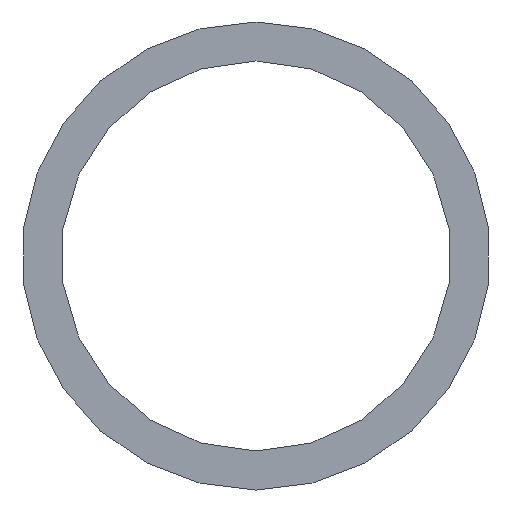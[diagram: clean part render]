
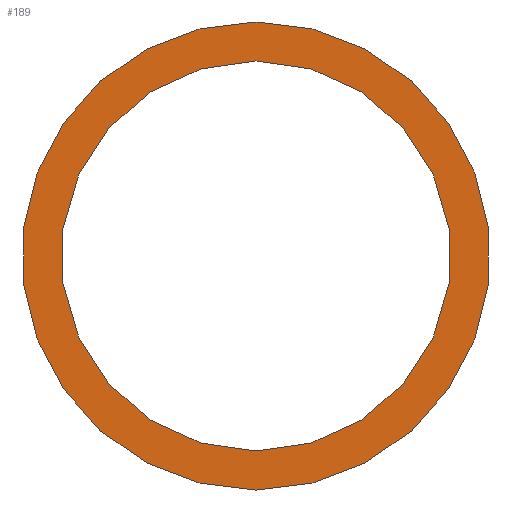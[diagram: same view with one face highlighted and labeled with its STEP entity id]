
A CAD part, left-side view. The second image highlights one B-rep face of the part: STEP entity #189.
In plain terms, the highlighted planar face has unit normal (-1, 0, 0).
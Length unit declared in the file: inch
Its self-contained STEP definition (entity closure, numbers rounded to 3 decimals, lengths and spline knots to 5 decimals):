
#5 = DIRECTION ( 'NONE',  ( 0., 0., -1. ) ) ;
#9 = DIRECTION ( 'NONE',  ( 0., 0., -1. ) ) ;
#10 = ORIENTED_EDGE ( 'NONE', *, *, #96, .F. ) ;
#12 = PLANE ( 'NONE',  #165 ) ;
#22 = CARTESIAN_POINT ( 'NONE',  ( 0., 0., -0.075 ) ) ;
#24 = CIRCLE ( 'NONE', #204, 0.075 ) ;
#27 = FACE_OUTER_BOUND ( 'NONE', #57, .T. ) ;
#30 = DIRECTION ( 'NONE',  ( -1., 0., 0. ) ) ;
#32 = CARTESIAN_POINT ( 'NONE',  ( 0., 0., 0. ) ) ;
#33 = EDGE_LOOP ( 'NONE', ( #41, #183 ) ) ;
#37 = EDGE_CURVE ( 'NONE', #164, #120, #206, .T. ) ;
#41 = ORIENTED_EDGE ( 'NONE', *, *, #37, .F. ) ;
#53 = DIRECTION ( 'NONE',  ( 1., 0., 0. ) ) ;
#57 = EDGE_LOOP ( 'NONE', ( #130, #10 ) ) ;
#62 = CIRCLE ( 'NONE', #72, 0.075 ) ;
#63 = EDGE_CURVE ( 'NONE', #120, #164, #134, .T. ) ;
#68 = CARTESIAN_POINT ( 'NONE',  ( 0., 0., 0. ) ) ;
#72 = AXIS2_PLACEMENT_3D ( 'NONE', #68, #208, #5 ) ;
#84 = VERTEX_POINT ( 'NONE', #145 ) ;
#87 = CARTESIAN_POINT ( 'NONE',  ( 0., 0., -0.0625 ) ) ;
#96 = EDGE_CURVE ( 'NONE', #152, #84, #62, .T. ) ;
#110 = CARTESIAN_POINT ( 'NONE',  ( 0., 0., 0. ) ) ;
#118 = AXIS2_PLACEMENT_3D ( 'NONE', #110, #191, #190 ) ;
#120 = VERTEX_POINT ( 'NONE', #87 ) ;
#123 = EDGE_CURVE ( 'NONE', #84, #152, #24, .T. ) ;
#128 = DIRECTION ( 'NONE',  ( 1., 0., 0. ) ) ;
#129 = CARTESIAN_POINT ( 'NONE',  ( 0., 0., 0. ) ) ;
#130 = ORIENTED_EDGE ( 'NONE', *, *, #123, .F. ) ;
#133 = FACE_BOUND ( 'NONE', #33, .T. ) ;
#134 = CIRCLE ( 'NONE', #135, 0.0625 ) ;
#135 = AXIS2_PLACEMENT_3D ( 'NONE', #129, #30, #214 ) ;
#143 = DIRECTION ( 'NONE',  ( 0., 0., -1. ) ) ;
#145 = CARTESIAN_POINT ( 'NONE',  ( 0., 0., 0.075 ) ) ;
#152 = VERTEX_POINT ( 'NONE', #22 ) ;
#153 = CARTESIAN_POINT ( 'NONE',  ( 0., 0., 0.0625 ) ) ;
#164 = VERTEX_POINT ( 'NONE', #153 ) ;
#165 = AXIS2_PLACEMENT_3D ( 'NONE', #199, #53, #9 ) ;
#183 = ORIENTED_EDGE ( 'NONE', *, *, #63, .F. ) ;
#189 = ADVANCED_FACE ( 'NONE', ( #133, #27 ), #12, .F. ) ;
#190 = DIRECTION ( 'NONE',  ( 0., 0., 1. ) ) ;
#191 = DIRECTION ( 'NONE',  ( -1., 0., 0. ) ) ;
#199 = CARTESIAN_POINT ( 'NONE',  ( 0., 0., 0. ) ) ;
#204 = AXIS2_PLACEMENT_3D ( 'NONE', #32, #128, #143 ) ;
#206 = CIRCLE ( 'NONE', #118, 0.0625 ) ;
#208 = DIRECTION ( 'NONE',  ( 1., 0., 0. ) ) ;
#214 = DIRECTION ( 'NONE',  ( 0., 0., 1. ) ) ;
